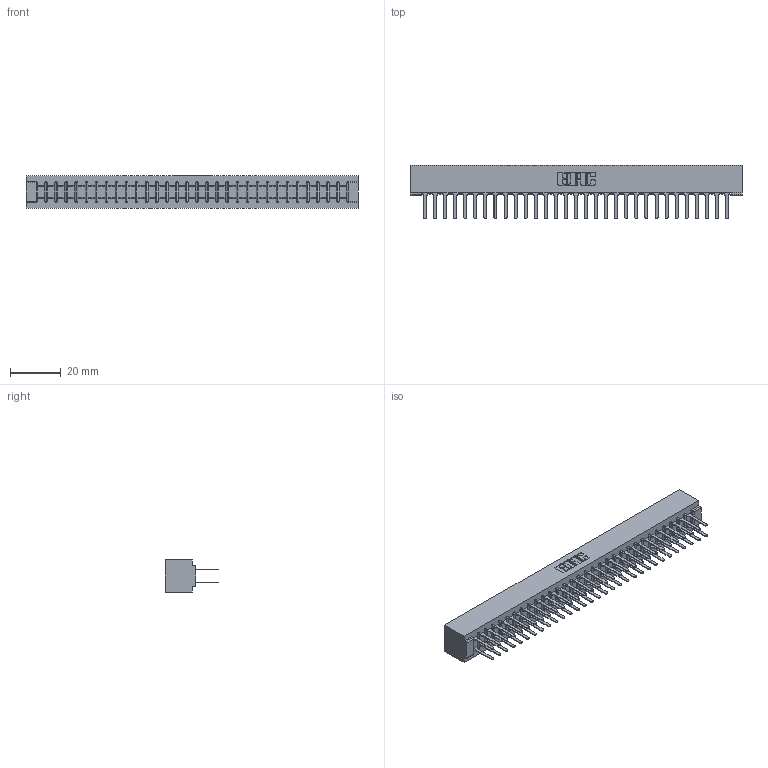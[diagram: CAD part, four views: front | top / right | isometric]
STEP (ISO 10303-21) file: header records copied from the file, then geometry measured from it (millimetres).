
FILE_DESCRIPTION (( 'STEP AP203' ), '1' );
FILE_NAME ('357-062-522-201.STEP', '2019-09-19T06:44:56', ( '' ), ( '' ), 'SwSTEP 2.0', 'SolidWorks 2016', '' );
FILE_SCHEMA (( 'CONFIG_CONTROL_DESIGN' ));
Length unit declared in the file: inch
Products named in the file (3): 307 Part_No Mounting Lugs; 357-062-522-201; 307-290-001_522
Assembly tree (63 placements, depth 2):
  357-062-522-201
    307 Part_No Mounting Lugs
    307-290-001_522  x62
Bounding box: 130.71 x 21.11 x 12.7 mm (x, y, z)
Volume: 14502.4 mm3; surface area: 18513.7 mm2
Topology: 63 solids, 63 shells, 2994 faces, 8359 edges, 5402 vertices
Faces by surface type: plane 1988, cylinder 942, sphere 64
Entity records: 28614 total; most frequent: CARTESIAN_POINT 4679, ORIENTED_EDGE 4634, DIRECTION 4587, EDGE_CURVE 2317, VECTOR 1775, LINE 1775, VERTEX_POINT 1498, AXIS2_PLACEMENT_3D 1406
